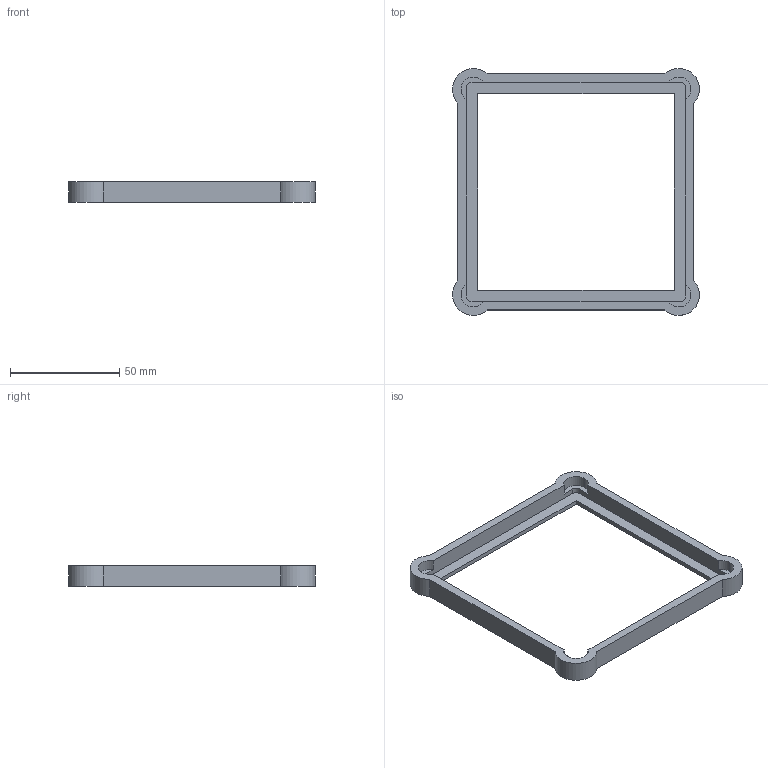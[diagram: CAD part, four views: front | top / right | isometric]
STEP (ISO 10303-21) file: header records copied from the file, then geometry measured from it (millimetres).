
FILE_DESCRIPTION (( 'STEP AP203' ), '1' );
FILE_NAME ('TR_mold_heatbed_isolation_part1_v1_0.STEP', '2018-05-20T18:54:45', ( '' ), ( '' ), 'SwSTEP 2.0', 'SolidWorks 2017', '' );
FILE_SCHEMA (( 'CONFIG_CONTROL_DESIGN' ));
Length unit declared in the file: millimetre
Products named in the file (1): TR_mold_heatbed_isolation_part1_v1_0
Bounding box: 112.98 x 112.96 x 9.5 mm (x, y, z)
Volume: 20491.7 mm3; surface area: 15469.7 mm2
Topology: 1 solids, 1 shells, 35 faces, 96 edges, 64 vertices
Faces by surface type: plane 19, cylinder 16
Entity records: 1203 total; most frequent: DIRECTION 200, CARTESIAN_POINT 196, ORIENTED_EDGE 192, EDGE_CURVE 96, AXIS2_PLACEMENT_3D 68, VERTEX_POINT 64, VECTOR 64, LINE 64
